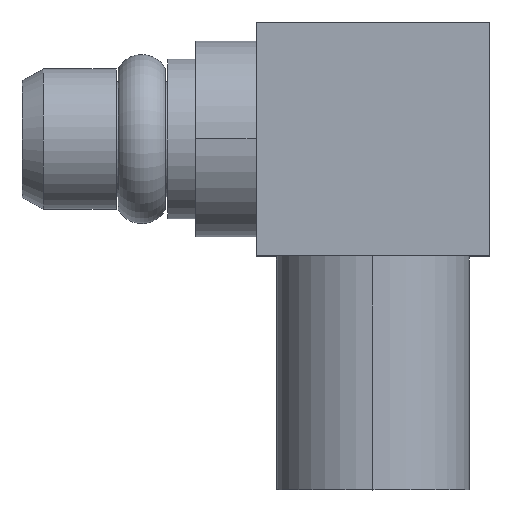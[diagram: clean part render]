
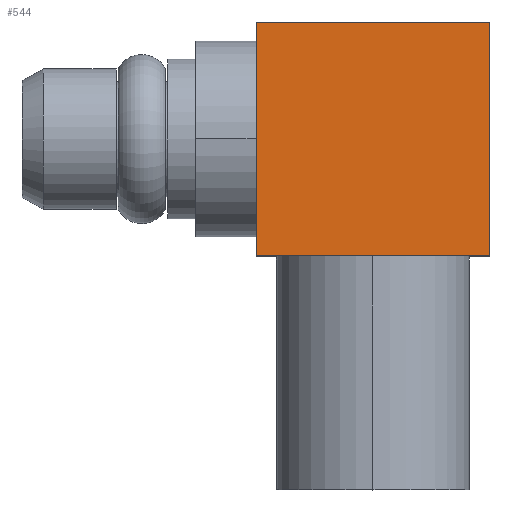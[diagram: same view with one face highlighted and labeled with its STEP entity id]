
A CAD part, top view. The second image highlights one B-rep face of the part: STEP entity #544.
In plain terms, the highlighted planar face has unit normal (0, 0, 1).
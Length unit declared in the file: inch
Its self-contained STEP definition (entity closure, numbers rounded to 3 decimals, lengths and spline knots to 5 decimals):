
#5 = VECTOR ( 'NONE', #800, 39.37008 ) ;
#8 = AXIS2_PLACEMENT_3D ( 'NONE', #717, #1172, #156 ) ;
#9 = DIRECTION ( 'NONE',  ( 1., 0., 0. ) ) ;
#21 = CARTESIAN_POINT ( 'NONE',  ( -0.07874, -0.07874, 0.07874 ) ) ;
#42 = LINE ( 'NONE', #283, #347 ) ;
#69 = EDGE_LOOP ( 'NONE', ( #1485, #954, #1436, #1357 ) ) ;
#133 = FACE_OUTER_BOUND ( 'NONE', #69, .T. ) ;
#138 = CARTESIAN_POINT ( 'NONE',  ( 0.07874, 0.07874, 0.07874 ) ) ;
#156 = DIRECTION ( 'NONE',  ( 0., -1., 0. ) ) ;
#255 = CARTESIAN_POINT ( 'NONE',  ( -0.07874, 0.07874, 0.07874 ) ) ;
#276 = EDGE_CURVE ( 'NONE', #1027, #645, #1176, .T. ) ;
#283 = CARTESIAN_POINT ( 'NONE',  ( -0.07874, -0.07874, 0.07874 ) ) ;
#288 = VERTEX_POINT ( 'NONE', #138 ) ;
#293 = VERTEX_POINT ( 'NONE', #255 ) ;
#347 = VECTOR ( 'NONE', #953, 39.37008 ) ;
#499 = CARTESIAN_POINT ( 'NONE',  ( -0.07874, -0.07874, 0.07874 ) ) ;
#544 = ADVANCED_FACE ( 'NONE', ( #133 ), #587, .F. ) ;
#587 = PLANE ( 'NONE',  #8 ) ;
#595 = DIRECTION ( 'NONE',  ( -1., 0., 0. ) ) ;
#645 = VERTEX_POINT ( 'NONE', #951 ) ;
#717 = CARTESIAN_POINT ( 'NONE',  ( 0., 0., 0.07874 ) ) ;
#756 = VECTOR ( 'NONE', #9, 39.37008 ) ;
#800 = DIRECTION ( 'NONE',  ( 0., 1., 0. ) ) ;
#884 = EDGE_CURVE ( 'NONE', #645, #288, #1362, .T. ) ;
#919 = EDGE_CURVE ( 'NONE', #288, #293, #948, .T. ) ;
#948 = LINE ( 'NONE', #1411, #1476 ) ;
#951 = CARTESIAN_POINT ( 'NONE',  ( 0.07874, -0.07874, 0.07874 ) ) ;
#953 = DIRECTION ( 'NONE',  ( 0., -1., 0. ) ) ;
#954 = ORIENTED_EDGE ( 'NONE', *, *, #919, .T. ) ;
#1027 = VERTEX_POINT ( 'NONE', #21 ) ;
#1172 = DIRECTION ( 'NONE',  ( 0., 0., -1. ) ) ;
#1176 = LINE ( 'NONE', #499, #756 ) ;
#1357 = ORIENTED_EDGE ( 'NONE', *, *, #276, .T. ) ;
#1362 = LINE ( 'NONE', #1478, #5 ) ;
#1368 = EDGE_CURVE ( 'NONE', #293, #1027, #42, .T. ) ;
#1411 = CARTESIAN_POINT ( 'NONE',  ( -0.07874, 0.07874, 0.07874 ) ) ;
#1436 = ORIENTED_EDGE ( 'NONE', *, *, #1368, .T. ) ;
#1476 = VECTOR ( 'NONE', #595, 39.37008 ) ;
#1478 = CARTESIAN_POINT ( 'NONE',  ( 0.07874, -0.07874, 0.07874 ) ) ;
#1485 = ORIENTED_EDGE ( 'NONE', *, *, #884, .T. ) ;
